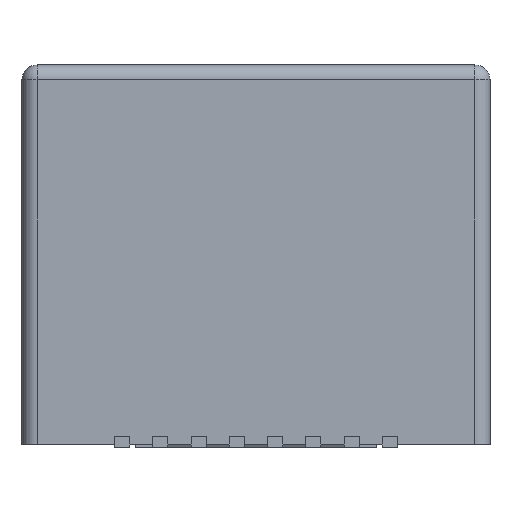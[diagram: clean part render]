
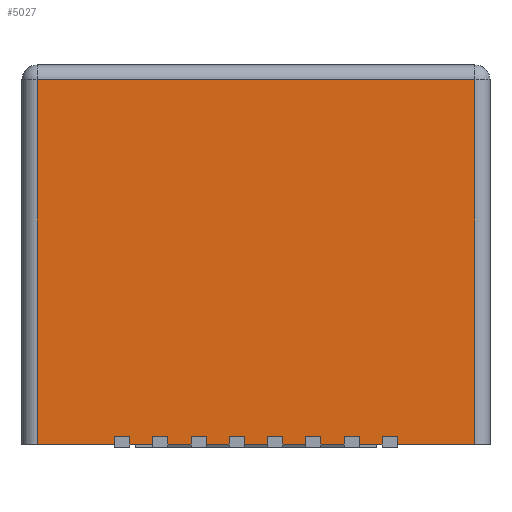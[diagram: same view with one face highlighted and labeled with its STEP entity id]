
A CAD part, front view. The second image highlights one B-rep face of the part: STEP entity #5027.
In plain terms, the highlighted planar face has unit normal (0, -1, 0).
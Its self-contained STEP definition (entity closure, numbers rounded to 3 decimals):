
#289=FACE_OUTER_BOUND('',#558,.T.);
#558=EDGE_LOOP('',(#3970,#3971,#3972,#3973,#3974,#3975,#3976,#3977,#3978,
#3979,#3980,#3981,#3982,#3983,#3984,#3985,#3986,#3987,#3988,#3989,#3990,
#3991,#3992,#3993,#3994,#3995,#3996,#3997,#3998,#3999,#4000,#4001,#4002,
#4003,#4004,#4005));
#1089=LINE('',#7718,#1722);
#1091=LINE('',#7724,#1724);
#1095=LINE('',#7731,#1728);
#1099=LINE('',#7739,#1732);
#1103=LINE('',#7747,#1736);
#1107=LINE('',#7755,#1740);
#1111=LINE('',#7763,#1744);
#1115=LINE('',#7771,#1748);
#1119=LINE('',#7779,#1752);
#1123=LINE('',#7787,#1756);
#1126=LINE('',#7793,#1759);
#1130=LINE('',#7803,#1763);
#1131=LINE('',#7804,#1764);
#1132=LINE('',#7806,#1765);
#1133=LINE('',#7808,#1766);
#1134=LINE('',#7809,#1767);
#1135=LINE('',#7811,#1768);
#1136=LINE('',#7813,#1769);
#1137=LINE('',#7814,#1770);
#1138=LINE('',#7816,#1771);
#1139=LINE('',#7818,#1772);
#1140=LINE('',#7819,#1773);
#1141=LINE('',#7821,#1774);
#1142=LINE('',#7823,#1775);
#1143=LINE('',#7824,#1776);
#1144=LINE('',#7826,#1777);
#1145=LINE('',#7828,#1778);
#1146=LINE('',#7829,#1779);
#1147=LINE('',#7831,#1780);
#1148=LINE('',#7833,#1781);
#1149=LINE('',#7834,#1782);
#1150=LINE('',#7836,#1783);
#1151=LINE('',#7838,#1784);
#1152=LINE('',#7839,#1785);
#1153=LINE('',#7841,#1786);
#1154=LINE('',#7842,#1787);
#1722=VECTOR('',#6264,12.1);
#1724=VECTOR('',#6270,2.58);
#1728=VECTOR('',#6276,2.58);
#1732=VECTOR('',#6280,0.77);
#1736=VECTOR('',#6284,0.77);
#1740=VECTOR('',#6288,0.77);
#1744=VECTOR('',#6292,0.77);
#1748=VECTOR('',#6296,0.77);
#1752=VECTOR('',#6300,0.77);
#1756=VECTOR('',#6304,0.77);
#1759=VECTOR('',#6309,0.25);
#1763=VECTOR('',#6317,0.5);
#1764=VECTOR('',#6318,0.25);
#1765=VECTOR('',#6319,0.25);
#1766=VECTOR('',#6320,0.5);
#1767=VECTOR('',#6321,0.25);
#1768=VECTOR('',#6322,0.25);
#1769=VECTOR('',#6323,0.5);
#1770=VECTOR('',#6324,0.25);
#1771=VECTOR('',#6325,0.25);
#1772=VECTOR('',#6326,0.5);
#1773=VECTOR('',#6327,0.25);
#1774=VECTOR('',#6328,0.25);
#1775=VECTOR('',#6329,0.5);
#1776=VECTOR('',#6330,0.25);
#1777=VECTOR('',#6331,0.25);
#1778=VECTOR('',#6332,0.5);
#1779=VECTOR('',#6333,0.25);
#1780=VECTOR('',#6334,0.25);
#1781=VECTOR('',#6335,0.5);
#1782=VECTOR('',#6336,0.25);
#1783=VECTOR('',#6337,0.25);
#1784=VECTOR('',#6338,0.5);
#1785=VECTOR('',#6339,0.25);
#1786=VECTOR('',#6340,12.1);
#1787=VECTOR('',#6341,14.55);
#2283=VERTEX_POINT('',#7715);
#2284=VERTEX_POINT('',#7717);
#2285=VERTEX_POINT('',#7721);
#2287=VERTEX_POINT('',#7728);
#2288=VERTEX_POINT('',#7730);
#2291=VERTEX_POINT('',#7736);
#2292=VERTEX_POINT('',#7738);
#2295=VERTEX_POINT('',#7744);
#2296=VERTEX_POINT('',#7746);
#2299=VERTEX_POINT('',#7752);
#2300=VERTEX_POINT('',#7754);
#2303=VERTEX_POINT('',#7760);
#2304=VERTEX_POINT('',#7762);
#2307=VERTEX_POINT('',#7768);
#2308=VERTEX_POINT('',#7770);
#2311=VERTEX_POINT('',#7776);
#2312=VERTEX_POINT('',#7778);
#2315=VERTEX_POINT('',#7784);
#2316=VERTEX_POINT('',#7786);
#2318=VERTEX_POINT('',#7792);
#2322=VERTEX_POINT('',#7802);
#2323=VERTEX_POINT('',#7805);
#2324=VERTEX_POINT('',#7807);
#2325=VERTEX_POINT('',#7810);
#2326=VERTEX_POINT('',#7812);
#2327=VERTEX_POINT('',#7815);
#2328=VERTEX_POINT('',#7817);
#2329=VERTEX_POINT('',#7820);
#2330=VERTEX_POINT('',#7822);
#2331=VERTEX_POINT('',#7825);
#2332=VERTEX_POINT('',#7827);
#2333=VERTEX_POINT('',#7830);
#2334=VERTEX_POINT('',#7832);
#2335=VERTEX_POINT('',#7835);
#2336=VERTEX_POINT('',#7837);
#2337=VERTEX_POINT('',#7840);
#2884=EDGE_CURVE('',#2283,#2284,#1089,.T.);
#2887=EDGE_CURVE('',#2283,#2285,#1091,.T.);
#2892=EDGE_CURVE('',#2288,#2287,#1095,.T.);
#2896=EDGE_CURVE('',#2292,#2291,#1099,.T.);
#2900=EDGE_CURVE('',#2296,#2295,#1103,.T.);
#2904=EDGE_CURVE('',#2300,#2299,#1107,.T.);
#2908=EDGE_CURVE('',#2304,#2303,#1111,.T.);
#2912=EDGE_CURVE('',#2308,#2307,#1115,.T.);
#2916=EDGE_CURVE('',#2312,#2311,#1119,.T.);
#2920=EDGE_CURVE('',#2316,#2315,#1123,.T.);
#2923=EDGE_CURVE('',#2285,#2318,#1126,.T.);
#2928=EDGE_CURVE('',#2318,#2322,#1130,.T.);
#2929=EDGE_CURVE('',#2316,#2322,#1131,.T.);
#2930=EDGE_CURVE('',#2315,#2323,#1132,.T.);
#2931=EDGE_CURVE('',#2323,#2324,#1133,.T.);
#2932=EDGE_CURVE('',#2312,#2324,#1134,.T.);
#2933=EDGE_CURVE('',#2311,#2325,#1135,.T.);
#2934=EDGE_CURVE('',#2325,#2326,#1136,.T.);
#2935=EDGE_CURVE('',#2308,#2326,#1137,.T.);
#2936=EDGE_CURVE('',#2307,#2327,#1138,.T.);
#2937=EDGE_CURVE('',#2327,#2328,#1139,.T.);
#2938=EDGE_CURVE('',#2304,#2328,#1140,.T.);
#2939=EDGE_CURVE('',#2303,#2329,#1141,.T.);
#2940=EDGE_CURVE('',#2329,#2330,#1142,.T.);
#2941=EDGE_CURVE('',#2300,#2330,#1143,.T.);
#2942=EDGE_CURVE('',#2299,#2331,#1144,.T.);
#2943=EDGE_CURVE('',#2331,#2332,#1145,.T.);
#2944=EDGE_CURVE('',#2296,#2332,#1146,.T.);
#2945=EDGE_CURVE('',#2295,#2333,#1147,.T.);
#2946=EDGE_CURVE('',#2333,#2334,#1148,.T.);
#2947=EDGE_CURVE('',#2292,#2334,#1149,.T.);
#2948=EDGE_CURVE('',#2291,#2335,#1150,.T.);
#2949=EDGE_CURVE('',#2335,#2336,#1151,.T.);
#2950=EDGE_CURVE('',#2288,#2336,#1152,.T.);
#2951=EDGE_CURVE('',#2337,#2287,#1153,.T.);
#2952=EDGE_CURVE('',#2337,#2284,#1154,.T.);
#3970=ORIENTED_EDGE('',*,*,#2923,.T.);
#3971=ORIENTED_EDGE('',*,*,#2928,.T.);
#3972=ORIENTED_EDGE('',*,*,#2929,.F.);
#3973=ORIENTED_EDGE('',*,*,#2920,.T.);
#3974=ORIENTED_EDGE('',*,*,#2930,.T.);
#3975=ORIENTED_EDGE('',*,*,#2931,.T.);
#3976=ORIENTED_EDGE('',*,*,#2932,.F.);
#3977=ORIENTED_EDGE('',*,*,#2916,.T.);
#3978=ORIENTED_EDGE('',*,*,#2933,.T.);
#3979=ORIENTED_EDGE('',*,*,#2934,.T.);
#3980=ORIENTED_EDGE('',*,*,#2935,.F.);
#3981=ORIENTED_EDGE('',*,*,#2912,.T.);
#3982=ORIENTED_EDGE('',*,*,#2936,.T.);
#3983=ORIENTED_EDGE('',*,*,#2937,.T.);
#3984=ORIENTED_EDGE('',*,*,#2938,.F.);
#3985=ORIENTED_EDGE('',*,*,#2908,.T.);
#3986=ORIENTED_EDGE('',*,*,#2939,.T.);
#3987=ORIENTED_EDGE('',*,*,#2940,.T.);
#3988=ORIENTED_EDGE('',*,*,#2941,.F.);
#3989=ORIENTED_EDGE('',*,*,#2904,.T.);
#3990=ORIENTED_EDGE('',*,*,#2942,.T.);
#3991=ORIENTED_EDGE('',*,*,#2943,.T.);
#3992=ORIENTED_EDGE('',*,*,#2944,.F.);
#3993=ORIENTED_EDGE('',*,*,#2900,.T.);
#3994=ORIENTED_EDGE('',*,*,#2945,.T.);
#3995=ORIENTED_EDGE('',*,*,#2946,.T.);
#3996=ORIENTED_EDGE('',*,*,#2947,.F.);
#3997=ORIENTED_EDGE('',*,*,#2896,.T.);
#3998=ORIENTED_EDGE('',*,*,#2948,.T.);
#3999=ORIENTED_EDGE('',*,*,#2949,.T.);
#4000=ORIENTED_EDGE('',*,*,#2950,.F.);
#4001=ORIENTED_EDGE('',*,*,#2892,.T.);
#4002=ORIENTED_EDGE('',*,*,#2951,.F.);
#4003=ORIENTED_EDGE('',*,*,#2952,.T.);
#4004=ORIENTED_EDGE('',*,*,#2884,.F.);
#4005=ORIENTED_EDGE('',*,*,#2887,.T.);
#4667=PLANE('',#5353);
#5027=ADVANCED_FACE('',(#289),#4667,.T.);
#5353=AXIS2_PLACEMENT_3D('',#7801,#6315,#6316);
#6264=DIRECTION('',(0.,0.,1.));
#6270=DIRECTION('',(1.,0.,0.));
#6276=DIRECTION('',(1.,0.,0.));
#6280=DIRECTION('',(1.,0.,0.));
#6284=DIRECTION('',(1.,0.,0.));
#6288=DIRECTION('',(1.,0.,0.));
#6292=DIRECTION('',(1.,0.,0.));
#6296=DIRECTION('',(1.,0.,0.));
#6300=DIRECTION('',(1.,0.,0.));
#6304=DIRECTION('',(1.,0.,0.));
#6309=DIRECTION('',(0.,0.,1.));
#6315=DIRECTION('center_axis',(0.,-1.,0.));
#6316=DIRECTION('ref_axis',(0.,0.,-1.));
#6317=DIRECTION('',(1.,0.,0.));
#6318=DIRECTION('',(0.,0.,1.));
#6319=DIRECTION('',(0.,0.,1.));
#6320=DIRECTION('',(1.,0.,0.));
#6321=DIRECTION('',(0.,0.,1.));
#6322=DIRECTION('',(0.,0.,1.));
#6323=DIRECTION('',(1.,0.,0.));
#6324=DIRECTION('',(0.,0.,1.));
#6325=DIRECTION('',(0.,0.,1.));
#6326=DIRECTION('',(1.,0.,0.));
#6327=DIRECTION('',(0.,0.,1.));
#6328=DIRECTION('',(0.,0.,1.));
#6329=DIRECTION('',(1.,0.,0.));
#6330=DIRECTION('',(0.,0.,1.));
#6331=DIRECTION('',(0.,0.,1.));
#6332=DIRECTION('',(1.,0.,0.));
#6333=DIRECTION('',(0.,0.,1.));
#6334=DIRECTION('',(0.,0.,1.));
#6335=DIRECTION('',(1.,0.,0.));
#6336=DIRECTION('',(0.,0.,1.));
#6337=DIRECTION('',(0.,0.,1.));
#6338=DIRECTION('',(1.,0.,0.));
#6339=DIRECTION('',(0.,0.,1.));
#6340=DIRECTION('',(0.,0.,-1.));
#6341=DIRECTION('',(-1.,0.,0.));
#7715=CARTESIAN_POINT('',(-7.275,-7.,-12.6));
#7717=CARTESIAN_POINT('',(-7.275,-7.,-0.5));
#7718=CARTESIAN_POINT('',(-7.275,-7.,-12.6));
#7721=CARTESIAN_POINT('',(-4.695,-7.,-12.6));
#7724=CARTESIAN_POINT('',(-7.275,-7.,-12.6));
#7728=CARTESIAN_POINT('',(7.275,-7.,-12.6));
#7730=CARTESIAN_POINT('',(4.695,-7.,-12.6));
#7731=CARTESIAN_POINT('',(4.695,-7.,-12.6));
#7736=CARTESIAN_POINT('',(4.195,-7.,-12.6));
#7738=CARTESIAN_POINT('',(3.425,-7.,-12.6));
#7739=CARTESIAN_POINT('',(3.425,-7.,-12.6));
#7744=CARTESIAN_POINT('',(2.925,-7.,-12.6));
#7746=CARTESIAN_POINT('',(2.155,-7.,-12.6));
#7747=CARTESIAN_POINT('',(2.155,-7.,-12.6));
#7752=CARTESIAN_POINT('',(1.655,-7.,-12.6));
#7754=CARTESIAN_POINT('',(0.885,-7.,-12.6));
#7755=CARTESIAN_POINT('',(0.885,-7.,-12.6));
#7760=CARTESIAN_POINT('',(0.385,-7.,-12.6));
#7762=CARTESIAN_POINT('',(-0.385,-7.,-12.6));
#7763=CARTESIAN_POINT('',(-0.385,-7.,-12.6));
#7768=CARTESIAN_POINT('',(-0.885,-7.,-12.6));
#7770=CARTESIAN_POINT('',(-1.655,-7.,-12.6));
#7771=CARTESIAN_POINT('',(-1.655,-7.,-12.6));
#7776=CARTESIAN_POINT('',(-2.155,-7.,-12.6));
#7778=CARTESIAN_POINT('',(-2.925,-7.,-12.6));
#7779=CARTESIAN_POINT('',(-2.925,-7.,-12.6));
#7784=CARTESIAN_POINT('',(-3.425,-7.,-12.6));
#7786=CARTESIAN_POINT('',(-4.195,-7.,-12.6));
#7787=CARTESIAN_POINT('',(-4.195,-7.,-12.6));
#7792=CARTESIAN_POINT('',(-4.695,-7.,-12.35));
#7793=CARTESIAN_POINT('',(-4.695,-7.,-12.6));
#7801=CARTESIAN_POINT('Origin',(-7.775,-7.,0.));
#7802=CARTESIAN_POINT('',(-4.195,-7.,-12.35));
#7803=CARTESIAN_POINT('',(-4.695,-7.,-12.35));
#7804=CARTESIAN_POINT('',(-4.195,-7.,-12.6));
#7805=CARTESIAN_POINT('',(-3.425,-7.,-12.35));
#7806=CARTESIAN_POINT('',(-3.425,-7.,-12.6));
#7807=CARTESIAN_POINT('',(-2.925,-7.,-12.35));
#7808=CARTESIAN_POINT('',(-3.425,-7.,-12.35));
#7809=CARTESIAN_POINT('',(-2.925,-7.,-12.6));
#7810=CARTESIAN_POINT('',(-2.155,-7.,-12.35));
#7811=CARTESIAN_POINT('',(-2.155,-7.,-12.6));
#7812=CARTESIAN_POINT('',(-1.655,-7.,-12.35));
#7813=CARTESIAN_POINT('',(-2.155,-7.,-12.35));
#7814=CARTESIAN_POINT('',(-1.655,-7.,-12.6));
#7815=CARTESIAN_POINT('',(-0.885,-7.,-12.35));
#7816=CARTESIAN_POINT('',(-0.885,-7.,-12.6));
#7817=CARTESIAN_POINT('',(-0.385,-7.,-12.35));
#7818=CARTESIAN_POINT('',(-0.885,-7.,-12.35));
#7819=CARTESIAN_POINT('',(-0.385,-7.,-12.6));
#7820=CARTESIAN_POINT('',(0.385,-7.,-12.35));
#7821=CARTESIAN_POINT('',(0.385,-7.,-12.6));
#7822=CARTESIAN_POINT('',(0.885,-7.,-12.35));
#7823=CARTESIAN_POINT('',(0.385,-7.,-12.35));
#7824=CARTESIAN_POINT('',(0.885,-7.,-12.6));
#7825=CARTESIAN_POINT('',(1.655,-7.,-12.35));
#7826=CARTESIAN_POINT('',(1.655,-7.,-12.6));
#7827=CARTESIAN_POINT('',(2.155,-7.,-12.35));
#7828=CARTESIAN_POINT('',(1.655,-7.,-12.35));
#7829=CARTESIAN_POINT('',(2.155,-7.,-12.6));
#7830=CARTESIAN_POINT('',(2.925,-7.,-12.35));
#7831=CARTESIAN_POINT('',(2.925,-7.,-12.6));
#7832=CARTESIAN_POINT('',(3.425,-7.,-12.35));
#7833=CARTESIAN_POINT('',(2.925,-7.,-12.35));
#7834=CARTESIAN_POINT('',(3.425,-7.,-12.6));
#7835=CARTESIAN_POINT('',(4.195,-7.,-12.35));
#7836=CARTESIAN_POINT('',(4.195,-7.,-12.6));
#7837=CARTESIAN_POINT('',(4.695,-7.,-12.35));
#7838=CARTESIAN_POINT('',(4.195,-7.,-12.35));
#7839=CARTESIAN_POINT('',(4.695,-7.,-12.6));
#7840=CARTESIAN_POINT('',(7.275,-7.,-0.5));
#7841=CARTESIAN_POINT('',(7.275,-7.,-0.5));
#7842=CARTESIAN_POINT('',(7.275,-7.,-0.5));
